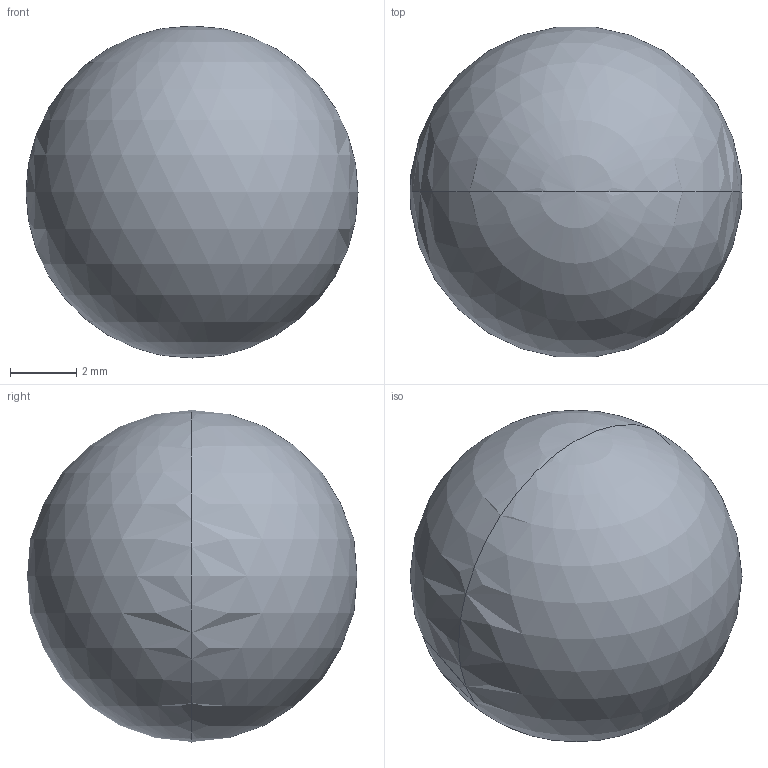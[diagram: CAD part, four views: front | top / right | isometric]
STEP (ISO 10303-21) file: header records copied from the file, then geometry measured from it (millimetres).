
FILE_DESCRIPTION(('STEP AP214'),'1');
FILE_NAME('hollow_sphere.stp','2015-01-07T21:07:42',(' '),(' '),'Spatial InterOp 3D',' ',' ');
FILE_SCHEMA(('automotive_design'));
Length unit declared in the file: millimetre
Products named in the file (1): 1
Bounding box: 10 x 9.94 x 10 mm (x, y, z)
Volume: 255.5 mm3; surface area: 515.2 mm2
Topology: 1 solids, 2 shells, 4 faces, 12 edges, 4 vertices
Faces by surface type: sphere 4
Entity records: 97 total; most frequent: DIRECTION 18, CARTESIAN_POINT 13, AXIS2_PLACEMENT_3D 9, ORIENTED_EDGE 8, ADVANCED_FACE 4, FACE_OUTER_BOUND 4, SPHERICAL_SURFACE 4, EDGE_LOOP 4
